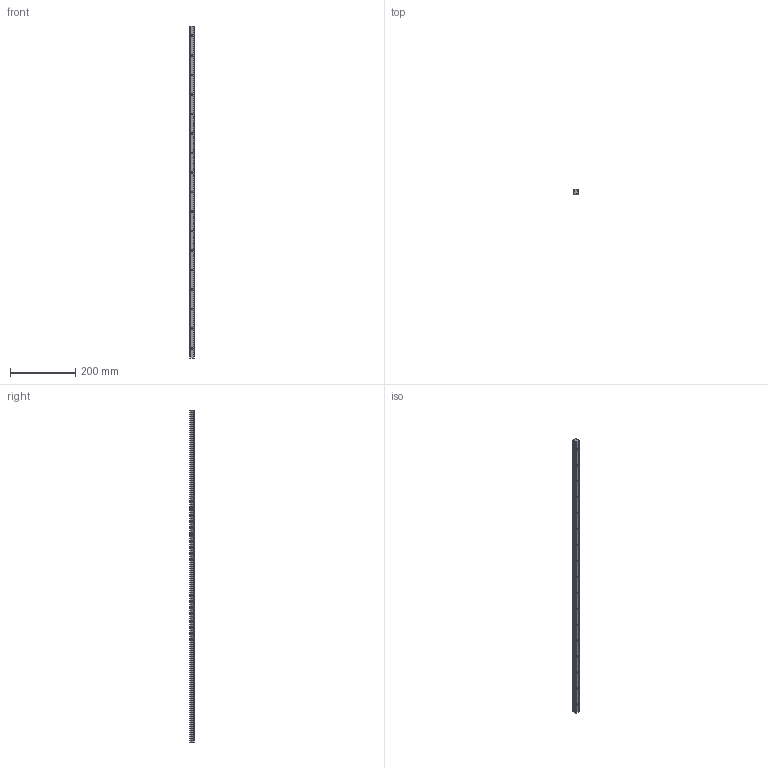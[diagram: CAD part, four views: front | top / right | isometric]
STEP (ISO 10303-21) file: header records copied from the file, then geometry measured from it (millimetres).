
FILE_DESCRIPTION ((), '1');
FILE_NAME ('B15.stp', '2024-01-24T12:26:05', ('Unknown'), ('Unknown'), 'HarmonyWare STEP v2.0.5', 'Vectorworks', '');
FILE_SCHEMA (('CONFIG_CONTROL_DESIGN'));
Length unit declared in the file: millimetre
Products named in the file (1): NONE
Bounding box: 15 x 14 x 1020 mm (x, y, z)
Volume: 184052.4 mm3; surface area: 62776.4 mm2
Topology: 1 solids, 1 shells, 62 faces, 183 edges, 123 vertices
Faces by surface type: bspline 62
Entity records: 2827 total; most frequent: CARTESIAN_POINT 1719, ORIENTED_EDGE 332, EDGE_CURVE 166, B_SPLINE_CURVE_WITH_KNOTS 148, VERTEX_POINT 123, EDGE_LOOP 79, FACE_OUTER_BOUND 62, ADVANCED_FACE 62
